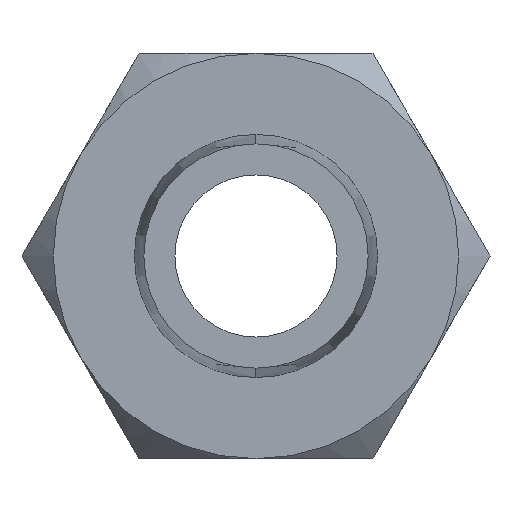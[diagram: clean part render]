
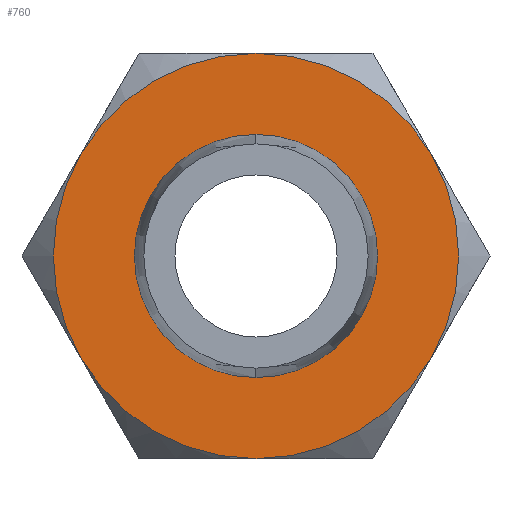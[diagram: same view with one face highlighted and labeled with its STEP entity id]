
A CAD part, left-side view. The second image highlights one B-rep face of the part: STEP entity #760.
In plain terms, the highlighted planar face has unit normal (-1, 0, 0).
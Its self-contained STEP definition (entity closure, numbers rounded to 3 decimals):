
#16 = EDGE_CURVE ( 'NONE', #812, #491, #165, .T. ) ;
#26 = AXIS2_PLACEMENT_3D ( 'NONE', #444, #48, #1069 ) ;
#32 = DIRECTION ( 'NONE',  ( 0., 0., -1. ) ) ;
#48 = DIRECTION ( 'NONE',  ( -1., 0., 0. ) ) ;
#49 = ORIENTED_EDGE ( 'NONE', *, *, #847, .F. ) ;
#53 = DIRECTION ( 'NONE',  ( 0., 0., -1. ) ) ;
#66 = CARTESIAN_POINT ( 'NONE',  ( 25., 0., 7.5 ) ) ;
#70 = DIRECTION ( 'NONE',  ( 0., 0., -1. ) ) ;
#101 = CARTESIAN_POINT ( 'NONE',  ( 25., 0., 0. ) ) ;
#102 = DIRECTION ( 'NONE',  ( -1., 0., 0. ) ) ;
#109 = AXIS2_PLACEMENT_3D ( 'NONE', #454, #799, #989 ) ;
#113 = CIRCLE ( 'NONE', #537, 7.5 ) ;
#114 = VERTEX_POINT ( 'NONE', #66 ) ;
#165 = CIRCLE ( 'NONE', #687, 4.5 ) ;
#173 = ORIENTED_EDGE ( 'NONE', *, *, #456, .F. ) ;
#204 = AXIS2_PLACEMENT_3D ( 'NONE', #239, #489, #70 ) ;
#211 = ORIENTED_EDGE ( 'NONE', *, *, #595, .F. ) ;
#222 = EDGE_LOOP ( 'NONE', ( #173, #900 ) ) ;
#239 = CARTESIAN_POINT ( 'NONE',  ( 25., 0., 0. ) ) ;
#241 = DIRECTION ( 'NONE',  ( 1., 0., 0. ) ) ;
#280 = VERTEX_POINT ( 'NONE', #960 ) ;
#350 = DIRECTION ( 'NONE',  ( 1., 0., 0. ) ) ;
#374 = VERTEX_POINT ( 'NONE', #832 ) ;
#377 = CARTESIAN_POINT ( 'NONE',  ( 25., 6.495, 3.75 ) ) ;
#442 = CIRCLE ( 'NONE', #1105, 7.5 ) ;
#444 = CARTESIAN_POINT ( 'NONE',  ( 25., 0., 0. ) ) ;
#454 = CARTESIAN_POINT ( 'NONE',  ( 25., 0., 0. ) ) ;
#456 = EDGE_CURVE ( 'NONE', #491, #812, #616, .T. ) ;
#461 = CIRCLE ( 'NONE', #996, 7.5 ) ;
#489 = DIRECTION ( 'NONE',  ( 1., 0., 0. ) ) ;
#491 = VERTEX_POINT ( 'NONE', #890 ) ;
#492 = DIRECTION ( 'NONE',  ( 1., 0., 0. ) ) ;
#506 = EDGE_CURVE ( 'NONE', #114, #835, #747, .T. ) ;
#516 = AXIS2_PLACEMENT_3D ( 'NONE', #101, #350, #997 ) ;
#523 = ORIENTED_EDGE ( 'NONE', *, *, #506, .T. ) ;
#532 = FACE_BOUND ( 'NONE', #222, .T. ) ;
#533 = CARTESIAN_POINT ( 'NONE',  ( 25., 0., 0. ) ) ;
#537 = AXIS2_PLACEMENT_3D ( 'NONE', #533, #805, #32 ) ;
#541 = VERTEX_POINT ( 'NONE', #974 ) ;
#545 = EDGE_CURVE ( 'NONE', #114, #541, #113, .T. ) ;
#549 = EDGE_CURVE ( 'NONE', #692, #835, #999, .T. ) ;
#575 = DIRECTION ( 'NONE',  ( 1., 0., 0. ) ) ;
#584 = ORIENTED_EDGE ( 'NONE', *, *, #917, .F. ) ;
#595 = EDGE_CURVE ( 'NONE', #541, #374, #803, .T. ) ;
#601 = AXIS2_PLACEMENT_3D ( 'NONE', #759, #492, #53 ) ;
#616 = CIRCLE ( 'NONE', #109, 4.5 ) ;
#632 = ORIENTED_EDGE ( 'NONE', *, *, #549, .F. ) ;
#639 = EDGE_LOOP ( 'NONE', ( #49, #584, #211, #1066, #523, #632 ) ) ;
#687 = AXIS2_PLACEMENT_3D ( 'NONE', #884, #102, #1068 ) ;
#692 = VERTEX_POINT ( 'NONE', #1096 ) ;
#709 = CARTESIAN_POINT ( 'NONE',  ( 25., 0., -4.5 ) ) ;
#746 = PLANE ( 'NONE',  #516 ) ;
#747 = CIRCLE ( 'NONE', #26, 7.5 ) ;
#753 = DIRECTION ( 'NONE',  ( 0., 0., -1. ) ) ;
#759 = CARTESIAN_POINT ( 'NONE',  ( 25., 0., 0. ) ) ;
#760 = ADVANCED_FACE ( 'NONE', ( #532, #1084 ), #746, .F. ) ;
#799 = DIRECTION ( 'NONE',  ( -1., 0., 0. ) ) ;
#803 = CIRCLE ( 'NONE', #204, 7.5 ) ;
#805 = DIRECTION ( 'NONE',  ( 1., 0., 0. ) ) ;
#812 = VERTEX_POINT ( 'NONE', #709 ) ;
#832 = CARTESIAN_POINT ( 'NONE',  ( 25., -6.495, -3.75 ) ) ;
#835 = VERTEX_POINT ( 'NONE', #377 ) ;
#847 = EDGE_CURVE ( 'NONE', #280, #692, #442, .T. ) ;
#884 = CARTESIAN_POINT ( 'NONE',  ( 25., 0., 0. ) ) ;
#890 = CARTESIAN_POINT ( 'NONE',  ( 25., 0., 4.5 ) ) ;
#900 = ORIENTED_EDGE ( 'NONE', *, *, #16, .F. ) ;
#917 = EDGE_CURVE ( 'NONE', #374, #280, #461, .T. ) ;
#929 = DIRECTION ( 'NONE',  ( 0., 0., -1. ) ) ;
#960 = CARTESIAN_POINT ( 'NONE',  ( 25., 0., -7.5 ) ) ;
#974 = CARTESIAN_POINT ( 'NONE',  ( 25., -6.495, 3.75 ) ) ;
#989 = DIRECTION ( 'NONE',  ( 0., 0., 1. ) ) ;
#996 = AXIS2_PLACEMENT_3D ( 'NONE', #1094, #575, #929 ) ;
#997 = DIRECTION ( 'NONE',  ( 0., 0., -1. ) ) ;
#999 = CIRCLE ( 'NONE', #601, 7.5 ) ;
#1021 = CARTESIAN_POINT ( 'NONE',  ( 25., 0., 0. ) ) ;
#1066 = ORIENTED_EDGE ( 'NONE', *, *, #545, .F. ) ;
#1068 = DIRECTION ( 'NONE',  ( 0., 0., 1. ) ) ;
#1069 = DIRECTION ( 'NONE',  ( 0., 0., 1. ) ) ;
#1084 = FACE_OUTER_BOUND ( 'NONE', #639, .T. ) ;
#1094 = CARTESIAN_POINT ( 'NONE',  ( 25., 0., 0. ) ) ;
#1096 = CARTESIAN_POINT ( 'NONE',  ( 25., 6.495, -3.75 ) ) ;
#1105 = AXIS2_PLACEMENT_3D ( 'NONE', #1021, #241, #753 ) ;
